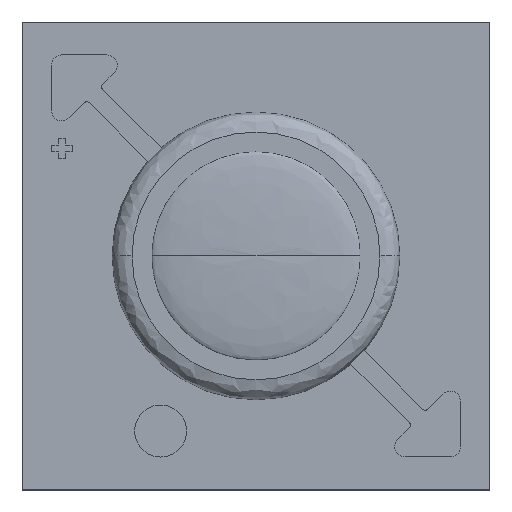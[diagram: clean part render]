
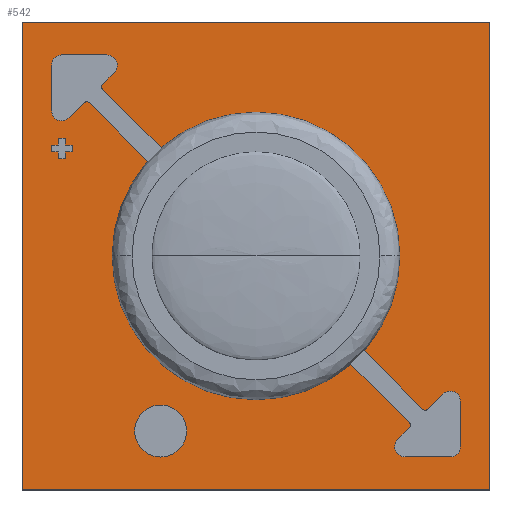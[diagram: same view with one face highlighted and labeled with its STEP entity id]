
A CAD part, top view. The second image highlights one B-rep face of the part: STEP entity #542.
In plain terms, the highlighted planar face has unit normal (0, 0, 1).
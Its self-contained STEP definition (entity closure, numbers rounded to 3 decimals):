
#13 = CARTESIAN_POINT ( 'NONE',  ( 6.75, 6.75, 1. ) ) ;
#58 = AXIS2_PLACEMENT_3D ( 'NONE', #1817, #835, #663 ) ;
#102 = DIRECTION ( 'NONE',  ( 1., 0., 0. ) ) ;
#131 = VECTOR ( 'NONE', #820, 1000. ) ;
#189 = LINE ( 'NONE', #414, #455 ) ;
#321 = LINE ( 'NONE', #1635, #131 ) ;
#414 = CARTESIAN_POINT ( 'NONE',  ( -6.75, -6.75, 1. ) ) ;
#449 = ORIENTED_EDGE ( 'NONE', *, *, #515, .T. ) ;
#455 = VECTOR ( 'NONE', #102, 1000. ) ;
#515 = EDGE_CURVE ( 'NONE', #1026, #1761, #321, .T. ) ;
#533 = VECTOR ( 'NONE', #673, 1000. ) ;
#542 = ADVANCED_FACE ( 'NONE', ( #1486 ), #2019, .T. ) ;
#564 = CARTESIAN_POINT ( 'NONE',  ( -6.75, -6.75, 1. ) ) ;
#601 = CARTESIAN_POINT ( 'NONE',  ( 6.75, 6.75, 1. ) ) ;
#663 = DIRECTION ( 'NONE',  ( 1., 0., 0. ) ) ;
#673 = DIRECTION ( 'NONE',  ( 0., 1., 0. ) ) ;
#686 = CARTESIAN_POINT ( 'NONE',  ( -6.75, 6.75, 1. ) ) ;
#750 = ORIENTED_EDGE ( 'NONE', *, *, #1994, .T. ) ;
#784 = EDGE_CURVE ( 'NONE', #1280, #2078, #189, .T. ) ;
#820 = DIRECTION ( 'NONE',  ( -1., 0., 0. ) ) ;
#835 = DIRECTION ( 'NONE',  ( 0., 0., 1. ) ) ;
#1026 = VERTEX_POINT ( 'NONE', #601 ) ;
#1057 = CARTESIAN_POINT ( 'NONE',  ( -6.75, 6.75, 1. ) ) ;
#1195 = LINE ( 'NONE', #686, #1706 ) ;
#1280 = VERTEX_POINT ( 'NONE', #564 ) ;
#1347 = EDGE_CURVE ( 'NONE', #2078, #1026, #1655, .T. ) ;
#1376 = ORIENTED_EDGE ( 'NONE', *, *, #784, .T. ) ;
#1486 = FACE_OUTER_BOUND ( 'NONE', #1754, .T. ) ;
#1635 = CARTESIAN_POINT ( 'NONE',  ( -6.75, 6.75, 1. ) ) ;
#1655 = LINE ( 'NONE', #13, #533 ) ;
#1706 = VECTOR ( 'NONE', #1989, 1000. ) ;
#1754 = EDGE_LOOP ( 'NONE', ( #750, #1376, #2099, #449 ) ) ;
#1761 = VERTEX_POINT ( 'NONE', #1057 ) ;
#1817 = CARTESIAN_POINT ( 'NONE',  ( 0., 0., 1. ) ) ;
#1867 = CARTESIAN_POINT ( 'NONE',  ( 6.75, -6.75, 1. ) ) ;
#1989 = DIRECTION ( 'NONE',  ( 0., -1., 0. ) ) ;
#1994 = EDGE_CURVE ( 'NONE', #1761, #1280, #1195, .T. ) ;
#2019 = PLANE ( 'NONE',  #58 ) ;
#2078 = VERTEX_POINT ( 'NONE', #1867 ) ;
#2099 = ORIENTED_EDGE ( 'NONE', *, *, #1347, .T. ) ;
